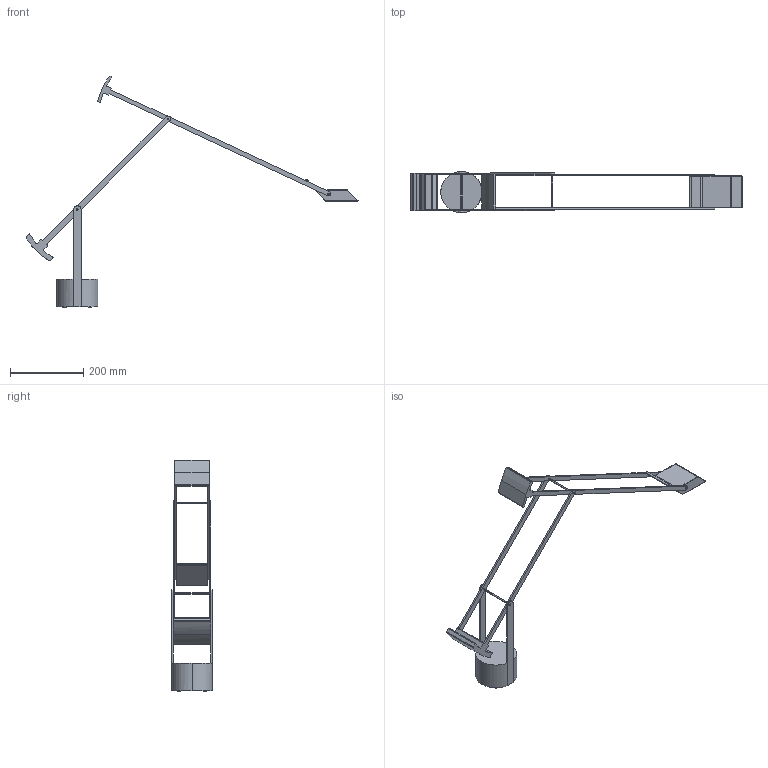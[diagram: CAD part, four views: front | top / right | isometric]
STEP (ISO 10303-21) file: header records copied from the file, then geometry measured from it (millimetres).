
FILE_DESCRIPTION(/* description */ (''),/* implementation_level */ '2;1');
FILE_NAME(/* name */ 'Tizio_3D',/* time_stamp */ '2011-11-15T10:00:17+01:00',/* author */ (''),/* organization */ (''),/* preprocessor_version */ 'ST-DEVELOPER v10',/* originating_system */ '',/* authorisation */ '');
FILE_SCHEMA (('CONFIG_CONTROL_DESIGN'));
Length unit declared in the file: millimetre
Products named in the file (1): 1
Bounding box: 906.54 x 111 x 632.54 mm (x, y, z)
Volume: 1325416.5 mm3; surface area: 241267.4 mm2
Topology: 5 solids, 5 shells, 244 faces, 650 edges, 416 vertices
Faces by surface type: bspline 180, plane 64
Entity records: 7932 total; most frequent: CARTESIAN_POINT 4162, ORIENTED_EDGE 1284, EDGE_CURVE 642, VERTEX_POINT 416, B_SPLINE_CURVE_WITH_KNOTS 356, EDGE_LOOP 268, ADVANCED_FACE 244, FACE_OUTER_BOUND 244
